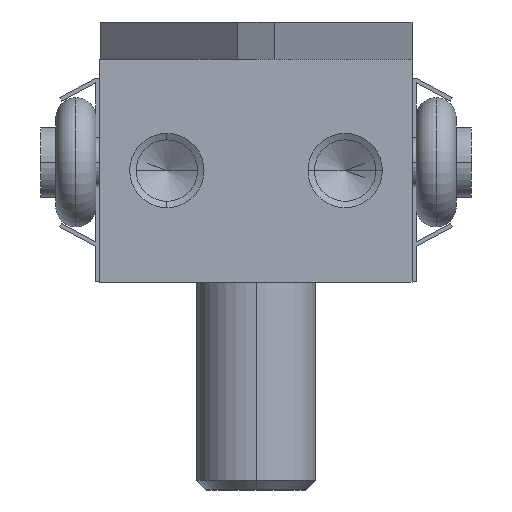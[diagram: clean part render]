
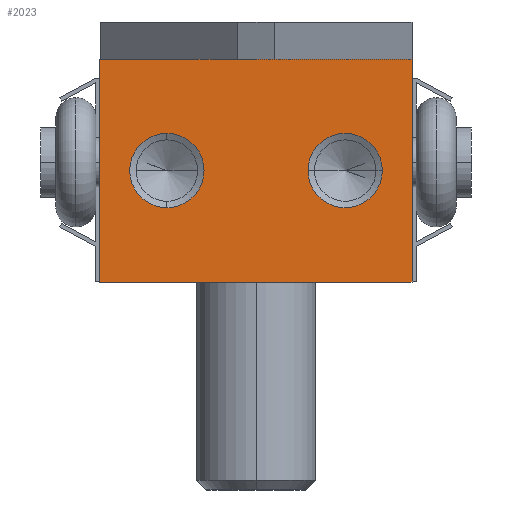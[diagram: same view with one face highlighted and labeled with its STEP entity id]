
A CAD part, left-side view. The second image highlights one B-rep face of the part: STEP entity #2023.
In plain terms, the highlighted planar face has unit normal (-1, 0, 0).
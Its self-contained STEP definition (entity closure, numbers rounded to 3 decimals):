
#909=VERTEX_POINT('',#2413);
#1037=EDGE_CURVE('',#1651,#909,#2557,.T.);
#1059=VERTEX_POINT('',#2584);
#1261=VERTEX_POINT('',#2806);
#1267=EDGE_CURVE('',#1261,#2003,#2814,.T.);
#1283=EDGE_CURVE('',#909,#1651,#2831,.T.);
#1375=EDGE_CURVE('',#2041,#1059,#2930,.T.);
#1385=EDGE_CURVE('',#1949,#2277,#2941,.T.);
#1521=EDGE_CURVE('',#1949,#1261,#3093,.T.);
#1651=VERTEX_POINT('',#3235);
#1779=EDGE_CURVE('',#2277,#2003,#3374,.T.);
#1949=VERTEX_POINT('',#3563);
#2003=VERTEX_POINT('',#3624);
#2023=ADVANCED_FACE('',(#3645,#3646,#3647),#3648,.T.);
#2041=VERTEX_POINT('',#3666);
#2149=EDGE_CURVE('',#1059,#2041,#3787,.T.);
#2277=VERTEX_POINT('',#3933);
#2413=CARTESIAN_POINT('',(-16.5,-3.5,7.5));
#2557=CIRCLE('',#4305,2.5);
#2584=CARTESIAN_POINT('',(-16.5,6.,10.0));
#2806=CARTESIAN_POINT('',(-16.5,10.5,0.));
#2814=LINE('',#4670,#4671);
#2831=CIRCLE('',#4699,2.5);
#2930=CIRCLE('',#4830,2.5);
#2941=LINE('',#4846,#4847);
#3093=LINE('',#5070,#5071);
#3235=CARTESIAN_POINT('',(-16.5,-8.5,7.5));
#3374=LINE('',#5459,#5460);
#3563=CARTESIAN_POINT('',(-16.5,10.5,15.0));
#3624=CARTESIAN_POINT('',(-16.5,-10.5,0.));
#3645=FACE_BOUND('',#5827,.T.);
#3646=FACE_BOUND('',#5828,.T.);
#3647=FACE_OUTER_BOUND('',#5829,.T.);
#3648=PLANE('',#5830);
#3666=CARTESIAN_POINT('',(-16.5,6.,5.0));
#3787=CIRCLE('',#6017,2.5);
#3933=CARTESIAN_POINT('',(-16.5,-10.5,15.0));
#4305=AXIS2_PLACEMENT_3D('',#6483,#6484,#6485);
#4670=CARTESIAN_POINT('',(-16.5,10.5,0.));
#4671=VECTOR('',#6787,1.0);
#4699=AXIS2_PLACEMENT_3D('',#6800,#6801,#6802);
#4830=AXIS2_PLACEMENT_3D('',#6894,#6895,#6896);
#4846=CARTESIAN_POINT('',(-16.5,10.5,15.0));
#4847=VECTOR('',#6907,1.0);
#5070=CARTESIAN_POINT('',(-16.5,10.5,15.0));
#5071=VECTOR('',#7093,1.0);
#5459=CARTESIAN_POINT('',(-16.5,-10.5,15.0));
#5460=VECTOR('',#7404,1.0);
#5827=EDGE_LOOP('',(#7732,#7733));
#5828=EDGE_LOOP('',(#7734,#7735));
#5829=EDGE_LOOP('',(#7736,#7737,#7738,#7739));
#5830=AXIS2_PLACEMENT_3D('',#7740,#7741,#7742);
#6017=AXIS2_PLACEMENT_3D('',#7904,#7905,#7906);
#6483=CARTESIAN_POINT('',(-16.5,-6.,7.5));
#6484=DIRECTION('',(1.0,0.0,0.0));
#6485=DIRECTION('',(0.0,-1.0,0.));
#6787=DIRECTION('',(0.0,-1.0,0.0));
#6800=CARTESIAN_POINT('',(-16.5,-6.,7.5));
#6801=DIRECTION('',(1.0,0.0,0.0));
#6802=DIRECTION('',(0.0,-1.0,0.));
#6894=CARTESIAN_POINT('',(-16.5,6.,7.5));
#6895=DIRECTION('',(1.0,0.0,0.0));
#6896=DIRECTION('',(0.0,0.,-1.0));
#6907=DIRECTION('',(0.0,-1.0,0.0));
#7093=DIRECTION('',(0.0,0.0,-1.0));
#7404=DIRECTION('',(0.0,0.0,-1.0));
#7732=ORIENTED_EDGE('',*,*,#1037,.T.);
#7733=ORIENTED_EDGE('',*,*,#1283,.T.);
#7734=ORIENTED_EDGE('',*,*,#1375,.T.);
#7735=ORIENTED_EDGE('',*,*,#2149,.T.);
#7736=ORIENTED_EDGE('',*,*,#1267,.T.);
#7737=ORIENTED_EDGE('',*,*,#1779,.F.);
#7738=ORIENTED_EDGE('',*,*,#1385,.F.);
#7739=ORIENTED_EDGE('',*,*,#1521,.T.);
#7740=CARTESIAN_POINT('',(-16.5,10.5,15.0));
#7741=DIRECTION('',(-1.0,0.0,0.0));
#7742=DIRECTION('',(0.0,0.0,1.0));
#7904=CARTESIAN_POINT('',(-16.5,6.,7.5));
#7905=DIRECTION('',(1.0,0.0,0.0));
#7906=DIRECTION('',(0.0,0.,-1.0));
